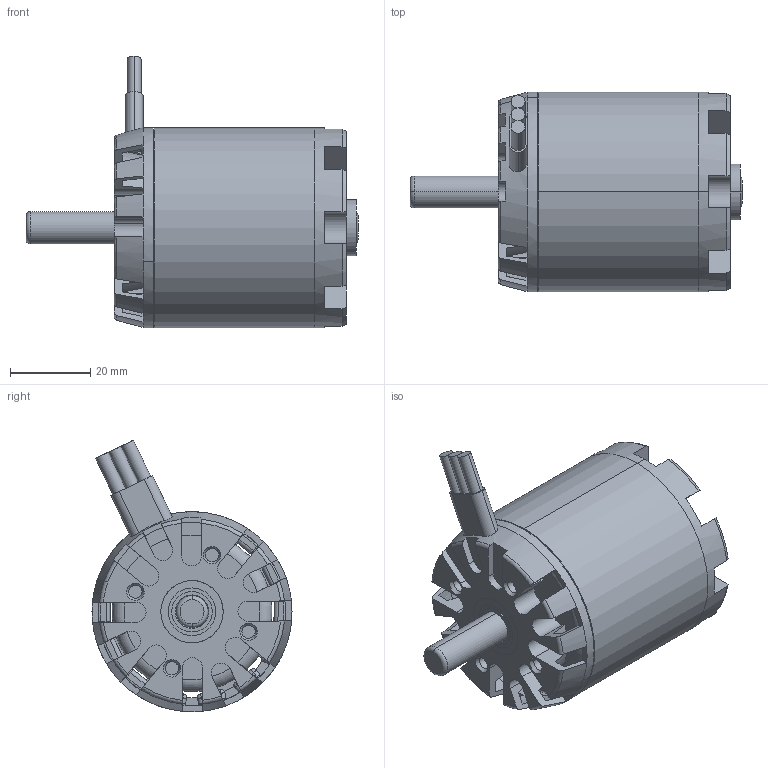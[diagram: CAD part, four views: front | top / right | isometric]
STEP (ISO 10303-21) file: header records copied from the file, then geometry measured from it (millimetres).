
FILE_DESCRIPTION (( 'STEP AP214' ), '1' );
FILE_NAME ('N5065 Outrunner Motor.STEP', '2017-09-20T01:15:07', ( 'Paul' ), ( '' ), 'SwSTEP 2.0', 'SolidWorks 2016', '' );
FILE_SCHEMA (( 'AUTOMOTIVE_DESIGN' ));
Length unit declared in the file: millimetre
Products named in the file (9): N5065 Rear Endcap; N5065 Shell; N5065 Magnet; N5065 8mm Shaft; N5065 Outrunner Motor; N5065 Windings; N5065 Prop Endcap; 7804K146_STAINLESS STEEL BALL BEARING_7804K146; N5065 Wires
Assembly tree (21 placements, depth 2):
  N5065 Outrunner Motor
    N5065 Shell
    N5065 Prop Endcap
    N5065 Rear Endcap
    7804K146_STAINLESS STEEL BALL BEARING_7804K146
    N5065 8mm Shaft
    N5065 Magnet  x14
    N5065 Windings
    N5065 Wires
Bounding box: 83 x 50 x 67.88 mm (x, y, z)
Volume: 82747 mm3; surface area: 48178.8 mm2
Topology: 39 solids, 39 shells, 693 faces, 1639 edges, 913 vertices
Faces by surface type: cylinder 262, plane 176, sphere 136, cone 60, torus 59
Entity records: 12221 total; most frequent: CARTESIAN_POINT 2311, DIRECTION 2009, ORIENTED_EDGE 1798, EDGE_CURVE 899, AXIS2_PLACEMENT_3D 837, VERTEX_POINT 565, CIRCLE 458, EDGE_LOOP 394
